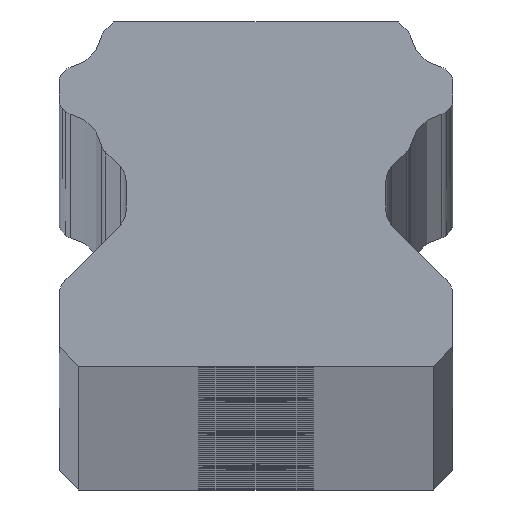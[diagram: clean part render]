
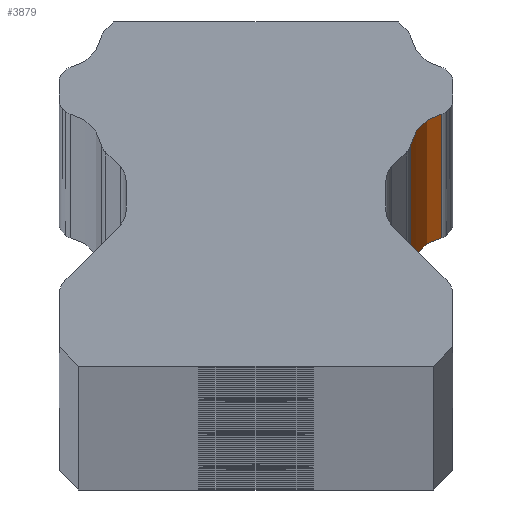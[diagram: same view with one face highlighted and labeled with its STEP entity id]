
A CAD part, top view. The second image highlights one B-rep face of the part: STEP entity #3879.
In plain terms, the highlighted cylindrical face has radius 2 mm (diameter 4 mm), a partial arc.
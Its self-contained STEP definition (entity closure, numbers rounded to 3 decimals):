
#677 = LINE ( 'NONE', #1403, #8848 ) ;
#949 = DIRECTION ( 'NONE',  ( 0., 0., -1. ) ) ;
#1111 = VECTOR ( 'NONE', #7861, 1000. ) ;
#1366 = VERTEX_POINT ( 'NONE', #5999 ) ;
#1403 = CARTESIAN_POINT ( 'NONE',  ( 9.432, -1.182, 1800. ) ) ;
#1484 = VERTEX_POINT ( 'NONE', #2075 ) ;
#1912 = CARTESIAN_POINT ( 'NONE',  ( 9.811, -3.146, -1800. ) ) ;
#1970 = AXIS2_PLACEMENT_3D ( 'NONE', #10083, #8800, #9639 ) ;
#2075 = CARTESIAN_POINT ( 'NONE',  ( 9.432, -1.182, -1800. ) ) ;
#2224 = AXIS2_PLACEMENT_3D ( 'NONE', #1912, #6173, #2813 ) ;
#2813 = DIRECTION ( 'NONE',  ( -1., 0., 0. ) ) ;
#3240 = EDGE_CURVE ( 'NONE', #4335, #1366, #7835, .T. ) ;
#3791 = VERTEX_POINT ( 'NONE', #7224 ) ;
#3879 = ADVANCED_FACE ( 'NONE', ( #8324 ), #6892, .F. ) ;
#4186 = DIRECTION ( 'NONE',  ( -1., 0., 0. ) ) ;
#4332 = EDGE_CURVE ( 'NONE', #3791, #1484, #677, .T. ) ;
#4335 = VERTEX_POINT ( 'NONE', #6507 ) ;
#4389 = CIRCLE ( 'NONE', #9550, 2. ) ;
#4856 = CIRCLE ( 'NONE', #2224, 2. ) ;
#5098 = CARTESIAN_POINT ( 'NONE',  ( 9.811, -3.146, 1800. ) ) ;
#5553 = ORIENTED_EDGE ( 'NONE', *, *, #8341, .F. ) ;
#5731 = EDGE_CURVE ( 'NONE', #1366, #1484, #4856, .T. ) ;
#5999 = CARTESIAN_POINT ( 'NONE',  ( 7.847, -2.767, -1800. ) ) ;
#6173 = DIRECTION ( 'NONE',  ( 0., 0., -1. ) ) ;
#6507 = CARTESIAN_POINT ( 'NONE',  ( 7.847, -2.767, 1800. ) ) ;
#6892 = CYLINDRICAL_SURFACE ( 'NONE', #1970, 2. ) ;
#7224 = CARTESIAN_POINT ( 'NONE',  ( 9.432, -1.182, 1800. ) ) ;
#7835 = LINE ( 'NONE', #7971, #1111 ) ;
#7837 = EDGE_LOOP ( 'NONE', ( #9059, #8472, #5553, #8374 ) ) ;
#7861 = DIRECTION ( 'NONE',  ( 0., 0., -1. ) ) ;
#7971 = CARTESIAN_POINT ( 'NONE',  ( 7.847, -2.767, 1800. ) ) ;
#8324 = FACE_OUTER_BOUND ( 'NONE', #7837, .T. ) ;
#8341 = EDGE_CURVE ( 'NONE', #4335, #3791, #4389, .T. ) ;
#8374 = ORIENTED_EDGE ( 'NONE', *, *, #3240, .T. ) ;
#8472 = ORIENTED_EDGE ( 'NONE', *, *, #4332, .F. ) ;
#8800 = DIRECTION ( 'NONE',  ( 0., 0., -1. ) ) ;
#8848 = VECTOR ( 'NONE', #9839, 1000. ) ;
#9059 = ORIENTED_EDGE ( 'NONE', *, *, #5731, .T. ) ;
#9550 = AXIS2_PLACEMENT_3D ( 'NONE', #5098, #949, #4186 ) ;
#9639 = DIRECTION ( 'NONE',  ( -1., 0., 0. ) ) ;
#9839 = DIRECTION ( 'NONE',  ( 0., 0., -1. ) ) ;
#10083 = CARTESIAN_POINT ( 'NONE',  ( 9.811, -3.146, 1800. ) ) ;
